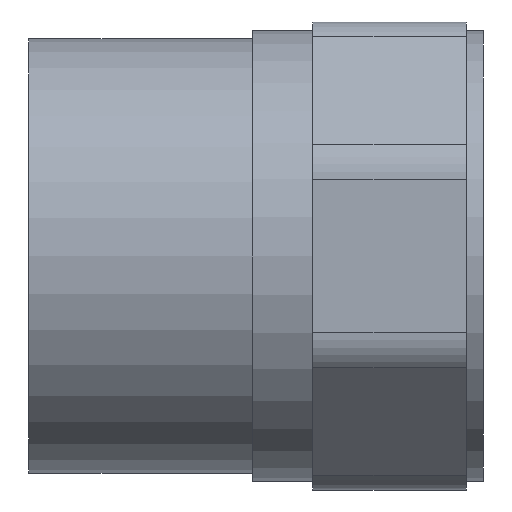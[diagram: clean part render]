
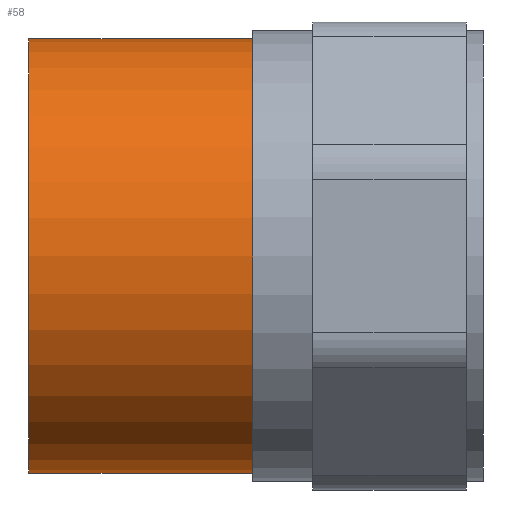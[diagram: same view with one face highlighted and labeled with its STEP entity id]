
A CAD part, front view. The second image highlights one B-rep face of the part: STEP entity #58.
In plain terms, the highlighted cylindrical face has radius 32.5 mm (diameter 65 mm), a full revolution.
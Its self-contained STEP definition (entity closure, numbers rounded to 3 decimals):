
#58 = ADVANCED_FACE( '', ( #140, #141 ), #142, .T. );
#140 = FACE_OUTER_BOUND( '', #259, .T. );
#141 = FACE_OUTER_BOUND( '', #260, .T. );
#142 = CYLINDRICAL_SURFACE( '', #261, 32.5 );
#259 = EDGE_LOOP( '', ( #377 ) );
#260 = EDGE_LOOP( '', ( #378 ) );
#261 = AXIS2_PLACEMENT_3D( '', #379, #380, #381 );
#377 = ORIENTED_EDGE( '', *, *, #628, .T. );
#378 = ORIENTED_EDGE( '', *, *, #629, .F. );
#379 = CARTESIAN_POINT( '', ( 43.5, 0., 0. ) );
#380 = DIRECTION( '', ( -1., 0., 0. ) );
#381 = DIRECTION( '', ( 0., 0., -1. ) );
#628 = EDGE_CURVE( '', #727, #727, #728, .T. );
#629 = EDGE_CURVE( '', #729, #729, #730, .T. );
#727 = VERTEX_POINT( '', #871 );
#728 = CIRCLE( '', #872, 32.5 );
#729 = VERTEX_POINT( '', #873 );
#730 = CIRCLE( '', #874, 32.5 );
#871 = CARTESIAN_POINT( '', ( -24.5, 0., -32.5 ) );
#872 = AXIS2_PLACEMENT_3D( '', #1041, #1042, #1043 );
#873 = CARTESIAN_POINT( '', ( 9., 0., -32.5 ) );
#874 = AXIS2_PLACEMENT_3D( '', #1044, #1045, #1046 );
#1041 = CARTESIAN_POINT( '', ( -24.5, 0., 0. ) );
#1042 = DIRECTION( '', ( 1., 0., 0. ) );
#1043 = DIRECTION( '', ( 0., 0., -1. ) );
#1044 = CARTESIAN_POINT( '', ( 9., 0., 0. ) );
#1045 = DIRECTION( '', ( 1., 0., 0. ) );
#1046 = DIRECTION( '', ( 0., 0., -1. ) );
